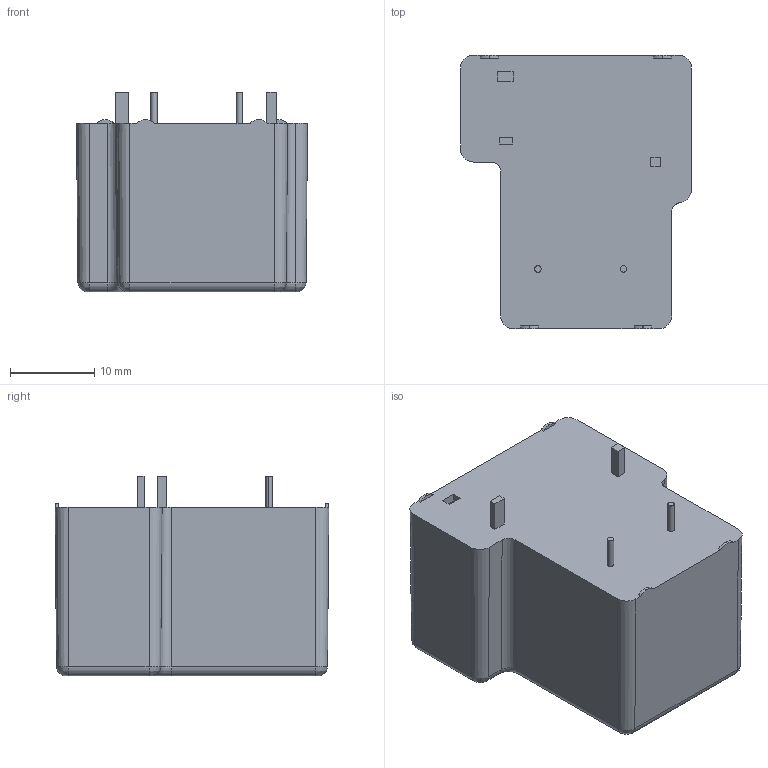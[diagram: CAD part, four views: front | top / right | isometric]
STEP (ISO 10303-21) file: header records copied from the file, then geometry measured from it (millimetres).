
FILE_DESCRIPTION((''),'2;1');
FILE_NAME('C-1-1393210-8','2018-02-27T',('workeradm'),('TE Connectivity Ltd.'),'CREO PARAMETRIC BY PTC INC, 2016050','CREO PARAMETRIC BY PTC INC, 2016050','');
FILE_SCHEMA(('AUTOMOTIVE_DESIGN { 1 0 10303 214 1 1 1 1 }'));
Length unit declared in the file: millimetre
Products named in the file (1): C-1-1393210-8
Bounding box: 27.43 x 32.52 x 23.75 mm (x, y, z)
Volume: 14980.6 mm3; surface area: 3808.9 mm2
Topology: 1 solids, 1 shells, 78 faces, 195 edges, 125 vertices
Faces by surface type: plane 38, cylinder 24, cone 8, bspline 5, torus 3
Entity records: 2427 total; most frequent: CARTESIAN_POINT 495, DIRECTION 398, ORIENTED_EDGE 390, EDGE_CURVE 195, AXIS2_PLACEMENT_3D 138, VERTEX_POINT 125, VECTOR 122, LINE 122
